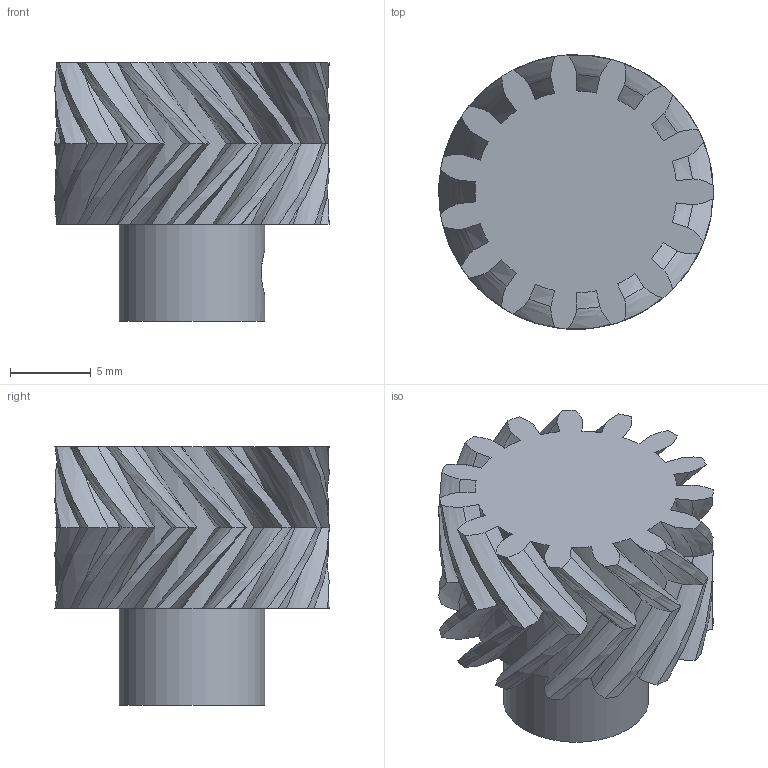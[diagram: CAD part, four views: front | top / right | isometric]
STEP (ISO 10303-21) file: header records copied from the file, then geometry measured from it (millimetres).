
FILE_DESCRIPTION(/* description */ (''),/* implementation_level */ '2;1');
FILE_NAME(/* name */ 'Tilt_Pinion_15T.step',/* time_stamp */ '2022-02-08T11:17:34+00:00',/* author */ (''),/* organization */ (''),/* preprocessor_version */ 'ST-DEVELOPER v18.1',/* originating_system */ 'Autodesk Translation Framework v10.13.0.1454',/* authorisation */ '');
FILE_SCHEMA (('AUTOMOTIVE_DESIGN { 1 0 10303 214 3 1 1 }'));
Length unit declared in the file: millimetre
Products named in the file (1): Tilt Pinion (15T)
Bounding box: 17 x 17 x 16 mm (x, y, z)
Volume: 1827.3 mm3; surface area: 1906.7 mm2
Topology: 1 solids, 1 shells, 233 faces, 598 edges, 369 vertices
Faces by surface type: bspline 210, cylinder 18, plane 4, cone 1
Full cylindrical faces by diameter (mm): 2.7 x1, 5.25 x1, 9 x1
Entity records: 32447 total; most frequent: CARTESIAN_POINT 28389, ORIENTED_EDGE 1196, EDGE_CURVE 598, VERTEX_POINT 369, DIRECTION 302, B_SPLINE_CURVE_WITH_KNOTS 244, EDGE_LOOP 237, FACE_OUTER_BOUND 233
